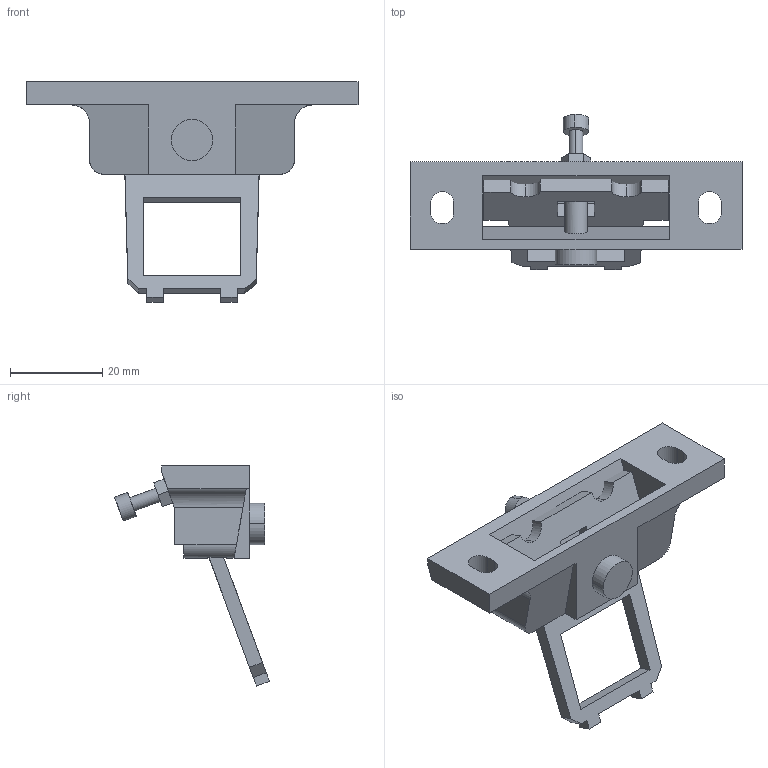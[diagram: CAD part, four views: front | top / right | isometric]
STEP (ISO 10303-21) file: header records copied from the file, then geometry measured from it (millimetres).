
FILE_DESCRIPTION (( 'STEP AP203' ), '1' );
FILE_NAME ('OUTSIDE-HS9Z-A3.STEP', '2014-04-18T10:12:57', ( 'IDEC' ), ( '' ), 'SwSTEP 2.0', 'SolidWorks 2012', '' );
FILE_SCHEMA (( 'CONFIG_CONTROL_DESIGN' ));
Length unit declared in the file: millimetre
Products named in the file (4): OUTSIDE-HS9Z-A3-ACTR-BASE; OUTSIDE-HS9Z-A3-ACTR; OUTSIDE-BOLT(M3x12); OUTSIDE-HS9Z-A3
Assembly tree (3 placements, depth 2):
  OUTSIDE-HS9Z-A3
    OUTSIDE-HS9Z-A3-ACTR-BASE
    OUTSIDE-HS9Z-A3-ACTR
    OUTSIDE-BOLT(M3x12)
Bounding box: 72 x 33.57 x 47.76 mm (x, y, z)
Volume: 12416 mm3; surface area: 10168.5 mm2
Topology: 3 solids, 3 shells, 98 faces, 270 edges, 180 vertices
Faces by surface type: plane 74, cylinder 24
Entity records: 3543 total; most frequent: CARTESIAN_POINT 581, ORIENTED_EDGE 540, DIRECTION 516, EDGE_CURVE 270, VECTOR 214, LINE 214, VERTEX_POINT 180, AXIS2_PLACEMENT_3D 151
